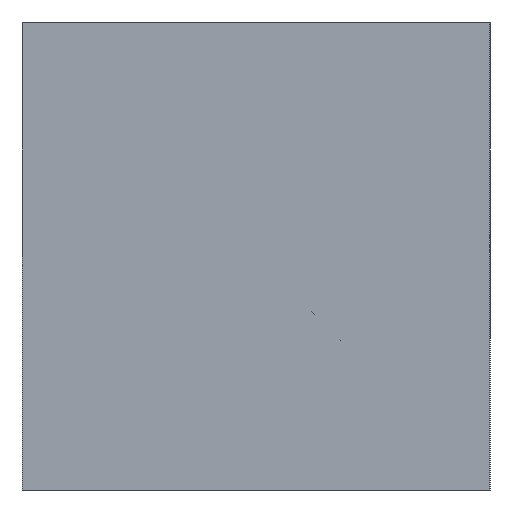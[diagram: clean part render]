
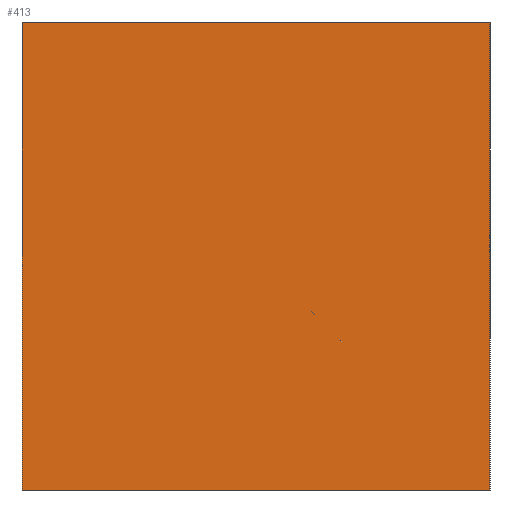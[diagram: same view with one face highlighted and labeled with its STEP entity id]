
A CAD part, left-side view. The second image highlights one B-rep face of the part: STEP entity #413.
In plain terms, the highlighted planar face has unit normal (-1, 0, 0).
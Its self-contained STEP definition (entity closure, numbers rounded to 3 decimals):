
#21 = ORIENTED_EDGE ( 'NONE', *, *, #169, .F. ) ;
#53 = CARTESIAN_POINT ( 'NONE',  ( -12.5, -5., 5. ) ) ;
#60 = DIRECTION ( 'NONE',  ( -1., 0., 0. ) ) ;
#67 = CARTESIAN_POINT ( 'NONE',  ( -12.5, 5., 5. ) ) ;
#89 = CARTESIAN_POINT ( 'NONE',  ( -12.5, -5., -5. ) ) ;
#97 = AXIS2_PLACEMENT_3D ( 'NONE', #53, #60, #147 ) ;
#111 = CARTESIAN_POINT ( 'NONE',  ( -12.5, 5., -5. ) ) ;
#129 = LINE ( 'NONE', #441, #647 ) ;
#139 = CARTESIAN_POINT ( 'NONE',  ( -12.5, -5., 5. ) ) ;
#147 = DIRECTION ( 'NONE',  ( 0., 0., 1. ) ) ;
#169 = EDGE_CURVE ( 'NONE', #460, #571, #178, .T. ) ;
#178 = LINE ( 'NONE', #89, #442 ) ;
#188 = DIRECTION ( 'NONE',  ( 0., 0., -1. ) ) ;
#195 = DIRECTION ( 'NONE',  ( 0., 0., -1. ) ) ;
#215 = VECTOR ( 'NONE', #188, 1000. ) ;
#245 = CARTESIAN_POINT ( 'NONE',  ( -12.5, -5., -5. ) ) ;
#304 = ORIENTED_EDGE ( 'NONE', *, *, #332, .F. ) ;
#307 = LINE ( 'NONE', #139, #215 ) ;
#312 = VERTEX_POINT ( 'NONE', #331 ) ;
#314 = EDGE_LOOP ( 'NONE', ( #21, #304, #620, #319 ) ) ;
#319 = ORIENTED_EDGE ( 'NONE', *, *, #446, .T. ) ;
#331 = CARTESIAN_POINT ( 'NONE',  ( -12.5, -5., 5. ) ) ;
#332 = EDGE_CURVE ( 'NONE', #312, #460, #307, .T. ) ;
#413 = ADVANCED_FACE ( 'NONE', ( #564 ), #494, .T. ) ;
#427 = EDGE_CURVE ( 'NONE', #312, #554, #631, .T. ) ;
#441 = CARTESIAN_POINT ( 'NONE',  ( -12.5, 5., 5. ) ) ;
#442 = VECTOR ( 'NONE', #476, 1000. ) ;
#446 = EDGE_CURVE ( 'NONE', #554, #571, #129, .T. ) ;
#458 = VECTOR ( 'NONE', #490, 1000. ) ;
#460 = VERTEX_POINT ( 'NONE', #245 ) ;
#476 = DIRECTION ( 'NONE',  ( 0., 1., 0. ) ) ;
#490 = DIRECTION ( 'NONE',  ( 0., 1., 0. ) ) ;
#494 = PLANE ( 'NONE',  #97 ) ;
#546 = CARTESIAN_POINT ( 'NONE',  ( -12.5, -5., 5. ) ) ;
#554 = VERTEX_POINT ( 'NONE', #67 ) ;
#564 = FACE_OUTER_BOUND ( 'NONE', #314, .T. ) ;
#571 = VERTEX_POINT ( 'NONE', #111 ) ;
#620 = ORIENTED_EDGE ( 'NONE', *, *, #427, .T. ) ;
#631 = LINE ( 'NONE', #546, #458 ) ;
#647 = VECTOR ( 'NONE', #195, 1000. ) ;
